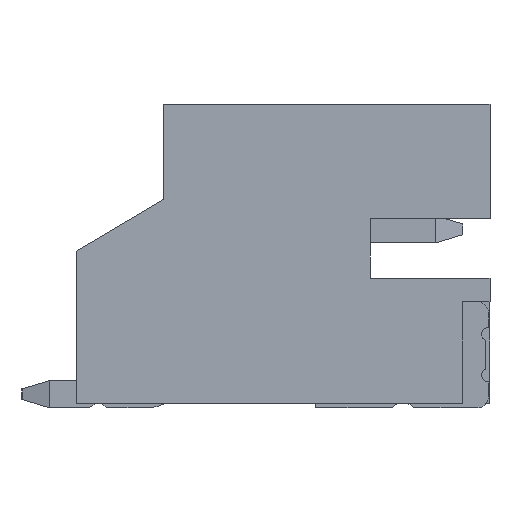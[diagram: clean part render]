
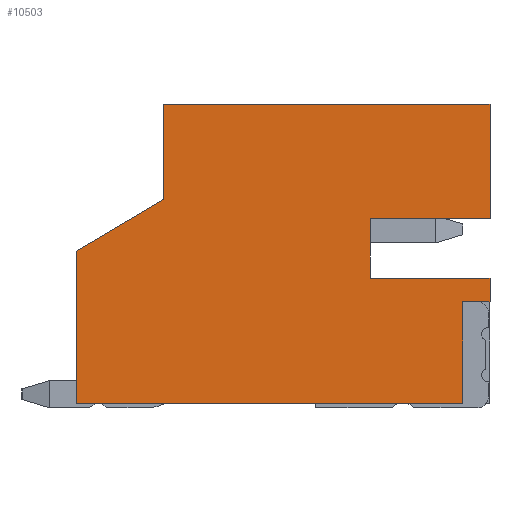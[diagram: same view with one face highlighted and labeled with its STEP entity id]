
A CAD part, left-side view. The second image highlights one B-rep face of the part: STEP entity #10503.
In plain terms, the highlighted face is planar.
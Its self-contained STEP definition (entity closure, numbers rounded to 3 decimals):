
#940=ORIENTED_EDGE('',*,*,#2865,.F.);
#941=ORIENTED_EDGE('',*,*,#2903,.T.);
#942=ORIENTED_EDGE('',*,*,#2940,.F.);
#943=ORIENTED_EDGE('',*,*,#2891,.F.);
#944=ORIENTED_EDGE('',*,*,#2896,.F.);
#945=ORIENTED_EDGE('',*,*,#2898,.F.);
#946=ORIENTED_EDGE('',*,*,#2941,.F.);
#947=ORIENTED_EDGE('',*,*,#2942,.F.);
#948=ORIENTED_EDGE('',*,*,#2943,.F.);
#949=ORIENTED_EDGE('',*,*,#2831,.T.);
#950=ORIENTED_EDGE('',*,*,#2828,.T.);
#951=ORIENTED_EDGE('',*,*,#2944,.F.);
#2828=EDGE_CURVE('',#3853,#3854,#4602,.T.);
#2831=EDGE_CURVE('',#3855,#3853,#4605,.T.);
#2865=EDGE_CURVE('',#3881,#3882,#4639,.T.);
#2891=EDGE_CURVE('',#3903,#3904,#4665,.T.);
#2896=EDGE_CURVE('',#3906,#3903,#4670,.T.);
#2898=EDGE_CURVE('',#3907,#3906,#4672,.T.);
#2903=EDGE_CURVE('',#3881,#3911,#4677,.T.);
#2940=EDGE_CURVE('',#3904,#3911,#4710,.T.);
#2941=EDGE_CURVE('',#3926,#3907,#4711,.T.);
#2942=EDGE_CURVE('',#3927,#3926,#4712,.T.);
#2943=EDGE_CURVE('',#3855,#3927,#4713,.T.);
#2944=EDGE_CURVE('',#3882,#3854,#4714,.T.);
#3853=VERTEX_POINT('',#14232);
#3854=VERTEX_POINT('',#14233);
#3855=VERTEX_POINT('',#14238);
#3881=VERTEX_POINT('',#14307);
#3882=VERTEX_POINT('',#14309);
#3903=VERTEX_POINT('',#14363);
#3904=VERTEX_POINT('',#14365);
#3906=VERTEX_POINT('',#14372);
#3907=VERTEX_POINT('',#14376);
#3911=VERTEX_POINT('',#14386);
#3926=VERTEX_POINT('',#14447);
#3927=VERTEX_POINT('',#14449);
#4602=LINE('',#14231,#5548);
#4605=LINE('',#14237,#5551);
#4639=LINE('',#14308,#5585);
#4665=LINE('',#14364,#5611);
#4670=LINE('',#14373,#5616);
#4672=LINE('',#14377,#5618);
#4677=LINE('',#14387,#5623);
#4710=LINE('',#14445,#5656);
#4711=LINE('',#14446,#5657);
#4712=LINE('',#14448,#5658);
#4713=LINE('',#14450,#5659);
#4714=LINE('',#14451,#5660);
#5548=VECTOR('',#12008,1000.);
#5551=VECTOR('',#12013,1000.);
#5585=VECTOR('',#12067,1000.);
#5611=VECTOR('',#12109,1000.);
#5616=VECTOR('',#12116,1000.);
#5618=VECTOR('',#12120,1000.);
#5623=VECTOR('',#12127,1000.);
#5656=VECTOR('',#12182,1000.);
#5657=VECTOR('',#12183,1000.);
#5658=VECTOR('',#12184,1000.);
#5659=VECTOR('',#12185,1000.);
#5660=VECTOR('',#12186,1000.);
#6335=EDGE_LOOP('',(#940,#941,#942,#943,#944,#945,#946,#947,#948,#949,#950,
#951));
#6765=FACE_BOUND('',#6335,.T.);
#7195=PLANE('',#10977);
#10503=ADVANCED_FACE('',(#6765),#7195,.F.);
#10977=AXIS2_PLACEMENT_3D('',#14444,#12180,#12181);
#12008=DIRECTION('',(0.,1.,0.));
#12013=DIRECTION('',(0.,0.511,-0.86));
#12067=DIRECTION('',(0.,1.,0.));
#12109=DIRECTION('',(0.,0.,1.));
#12116=DIRECTION('',(0.,1.,0.));
#12120=DIRECTION('',(0.,0.,-1.));
#12127=DIRECTION('',(0.,0.,1.));
#12180=DIRECTION('',(-1.,0.,0.));
#12181=DIRECTION('',(0.,0.,1.));
#12182=DIRECTION('',(0.,1.,0.));
#12183=DIRECTION('',(0.,1.,0.));
#12184=DIRECTION('',(0.,0.,1.));
#12185=DIRECTION('',(0.,-1.,0.));
#12186=DIRECTION('',(0.,0.,-1.));
#14231=CARTESIAN_POINT('',(10.,-0.05,-4.6));
#14232=CARTESIAN_POINT('',(10.,-0.05,-4.6));
#14233=CARTESIAN_POINT('',(10.,2.75,-4.6));
#14237=CARTESIAN_POINT('',(10.,-1.,-3.));
#14238=CARTESIAN_POINT('',(10.,-1.,-3.));
#14307=CARTESIAN_POINT('',(10.,0.88,2.5));
#14308=CARTESIAN_POINT('',(10.,0.88,2.5));
#14309=CARTESIAN_POINT('',(10.,2.75,2.5));
#14363=CARTESIAN_POINT('',(10.,0.45,0.8));
#14364=CARTESIAN_POINT('',(10.,0.45,0.8));
#14365=CARTESIAN_POINT('',(10.,0.45,3.));
#14372=CARTESIAN_POINT('',(10.,-0.65,0.8));
#14373=CARTESIAN_POINT('',(10.,-0.65,0.8));
#14376=CARTESIAN_POINT('',(10.,-0.65,3.));
#14377=CARTESIAN_POINT('',(10.,-0.65,3.));
#14386=CARTESIAN_POINT('',(10.,0.88,3.));
#14387=CARTESIAN_POINT('',(10.,0.88,2.5));
#14444=CARTESIAN_POINT('',(10.,0.,0.));
#14445=CARTESIAN_POINT('',(10.,-2.75,3.));
#14446=CARTESIAN_POINT('',(10.,-2.75,3.));
#14447=CARTESIAN_POINT('',(10.,-2.75,3.));
#14448=CARTESIAN_POINT('',(10.,-2.75,-3.));
#14449=CARTESIAN_POINT('',(10.,-2.75,-3.));
#14450=CARTESIAN_POINT('',(10.,2.75,-3.));
#14451=CARTESIAN_POINT('',(10.,2.75,3.));
